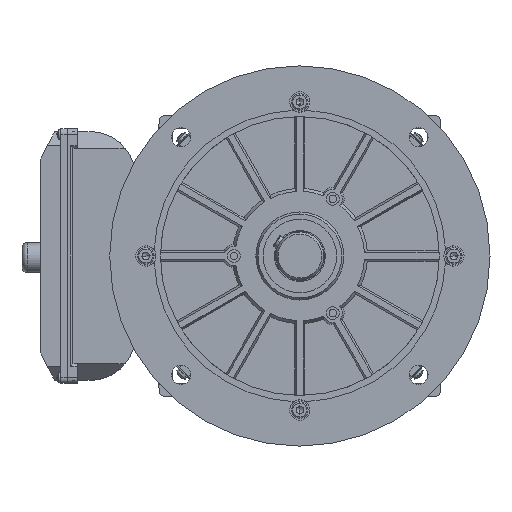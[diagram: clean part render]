
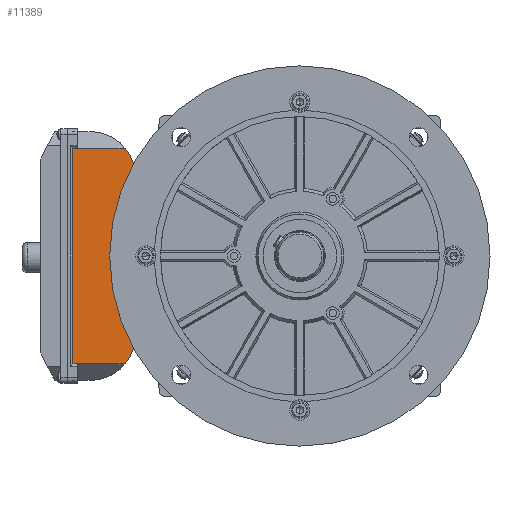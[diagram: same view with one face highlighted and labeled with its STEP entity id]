
A CAD part, left-side view. The second image highlights one B-rep face of the part: STEP entity #11389.
In plain terms, the highlighted face is planar.
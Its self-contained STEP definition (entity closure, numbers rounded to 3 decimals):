
#664 = PLANE ( 'NONE',  #142632 ) ;
#1500 = VERTEX_POINT ( 'NONE', #96874 ) ;
#7231 = CARTESIAN_POINT ( 'NONE',  ( 62., 6.75, 68. ) ) ;
#11389 = ADVANCED_FACE ( 'NONE', ( #123934 ), #664, .F. ) ;
#11692 = ORIENTED_EDGE ( 'NONE', *, *, #152483, .F. ) ;
#13412 = DIRECTION ( 'NONE',  ( 0., 1., 0. ) ) ;
#14631 = DIRECTION ( 'NONE',  ( 0., -1., 0. ) ) ;
#16448 = VERTEX_POINT ( 'NONE', #123192 ) ;
#16547 = EDGE_LOOP ( 'NONE', ( #71014, #136362, #134397, #109332, #11692, #64813, #146108, #165982 ) ) ;
#16577 = LINE ( 'NONE', #105052, #161181 ) ;
#17227 = AXIS2_PLACEMENT_3D ( 'NONE', #178246, #159718, #141208 ) ;
#26324 = EDGE_CURVE ( 'NONE', #124113, #174970, #50548, .T. ) ;
#27756 = VERTEX_POINT ( 'NONE', #112225 ) ;
#31991 = CARTESIAN_POINT ( 'NONE',  ( 85.065, -45.25, 68. ) ) ;
#33215 = CARTESIAN_POINT ( 'NONE',  ( -85.065, -29.25, 68. ) ) ;
#36827 = VERTEX_POINT ( 'NONE', #95600 ) ;
#42187 = EDGE_CURVE ( 'NONE', #174970, #173521, #152636, .T. ) ;
#50548 = LINE ( 'NONE', #31991, #80738 ) ;
#51758 = LINE ( 'NONE', #33215, #86088 ) ;
#57199 = EDGE_CURVE ( 'NONE', #142343, #16448, #51758, .T. ) ;
#59898 = EDGE_CURVE ( 'NONE', #124113, #1500, #92662, .T. ) ;
#64813 = ORIENTED_EDGE ( 'NONE', *, *, #66511, .F. ) ;
#66177 = VECTOR ( 'NONE', #103946, 1000. ) ;
#66511 = EDGE_CURVE ( 'NONE', #27756, #36827, #153407, .T. ) ;
#70748 = VECTOR ( 'NONE', #140113, 1000. ) ;
#71014 = ORIENTED_EDGE ( 'NONE', *, *, #26324, .T. ) ;
#71243 = AXIS2_PLACEMENT_3D ( 'NONE', #7231, #169833, #151300 ) ;
#80738 = VECTOR ( 'NONE', #13412, 1000. ) ;
#83739 = CARTESIAN_POINT ( 'NONE',  ( 85.065, 20.25, 68. ) ) ;
#86088 = VECTOR ( 'NONE', #14631, 1000. ) ;
#86195 = EDGE_CURVE ( 'NONE', #142343, #173521, #177166, .T. ) ;
#86498 = DIRECTION ( 'NONE',  ( -1., 0., 0. ) ) ;
#87152 = CARTESIAN_POINT ( 'NONE',  ( -85.065, 20.25, 68. ) ) ;
#92662 = CIRCLE ( 'NONE', #71243, 36. ) ;
#95600 = CARTESIAN_POINT ( 'NONE',  ( -85.065, -20.891, 68. ) ) ;
#96874 = CARTESIAN_POINT ( 'NONE',  ( 44.572, -24.75, 68. ) ) ;
#103946 = DIRECTION ( 'NONE',  ( 0., 1., 0. ) ) ;
#105052 = CARTESIAN_POINT ( 'NONE',  ( -44.572, -24.75, 68. ) ) ;
#107606 = DIRECTION ( 'NONE',  ( -1., 0., 0. ) ) ;
#109332 = ORIENTED_EDGE ( 'NONE', *, *, #57199, .T. ) ;
#112225 = CARTESIAN_POINT ( 'NONE',  ( -44.572, -24.75, 68. ) ) ;
#115570 = DIRECTION ( 'NONE',  ( 0., 1., 0. ) ) ;
#122475 = CARTESIAN_POINT ( 'NONE',  ( -85.065, -45.25, 68. ) ) ;
#123192 = CARTESIAN_POINT ( 'NONE',  ( -85.065, 16.75, 68. ) ) ;
#123934 = FACE_OUTER_BOUND ( 'NONE', #16547, .T. ) ;
#124113 = VERTEX_POINT ( 'NONE', #139448 ) ;
#126210 = DIRECTION ( 'NONE',  ( 0., 0., -1. ) ) ;
#129898 = EDGE_CURVE ( 'NONE', #1500, #27756, #16577, .T. ) ;
#134115 = CARTESIAN_POINT ( 'NONE',  ( 85.065, -29.25, 68. ) ) ;
#134397 = ORIENTED_EDGE ( 'NONE', *, *, #86195, .F. ) ;
#136362 = ORIENTED_EDGE ( 'NONE', *, *, #42187, .T. ) ;
#139448 = CARTESIAN_POINT ( 'NONE',  ( 85.065, -20.891, 68. ) ) ;
#140113 = DIRECTION ( 'NONE',  ( 1., 0., 0. ) ) ;
#141041 = LINE ( 'NONE', #122475, #66177 ) ;
#141208 = DIRECTION ( 'NONE',  ( -1., 0., 0. ) ) ;
#142343 = VERTEX_POINT ( 'NONE', #87152 ) ;
#142632 = AXIS2_PLACEMENT_3D ( 'NONE', #144749, #126210, #107606 ) ;
#144749 = CARTESIAN_POINT ( 'NONE',  ( -119.5, -29.25, 68. ) ) ;
#146108 = ORIENTED_EDGE ( 'NONE', *, *, #129898, .F. ) ;
#151300 = DIRECTION ( 'NONE',  ( -1., 0., 0. ) ) ;
#152483 = EDGE_CURVE ( 'NONE', #36827, #16448, #141041, .T. ) ;
#152636 = LINE ( 'NONE', #134115, #158535 ) ;
#153092 = CARTESIAN_POINT ( 'NONE',  ( 85.065, 16.75, 68. ) ) ;
#153407 = CIRCLE ( 'NONE', #17227, 36. ) ;
#158535 = VECTOR ( 'NONE', #115570, 1000. ) ;
#158642 = CARTESIAN_POINT ( 'NONE',  ( -119.5, 20.25, 68. ) ) ;
#159718 = DIRECTION ( 'NONE',  ( 0., 0., -1. ) ) ;
#161181 = VECTOR ( 'NONE', #86498, 1000. ) ;
#165982 = ORIENTED_EDGE ( 'NONE', *, *, #59898, .F. ) ;
#169833 = DIRECTION ( 'NONE',  ( 0., 0., -1. ) ) ;
#173521 = VERTEX_POINT ( 'NONE', #83739 ) ;
#174970 = VERTEX_POINT ( 'NONE', #153092 ) ;
#177166 = LINE ( 'NONE', #158642, #70748 ) ;
#178246 = CARTESIAN_POINT ( 'NONE',  ( -62., 6.75, 68. ) ) ;
